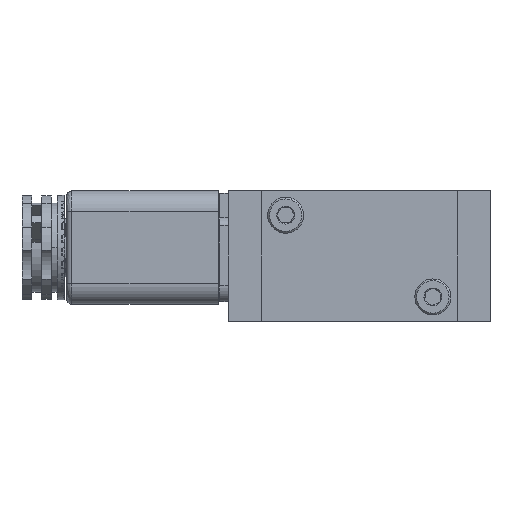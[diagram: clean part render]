
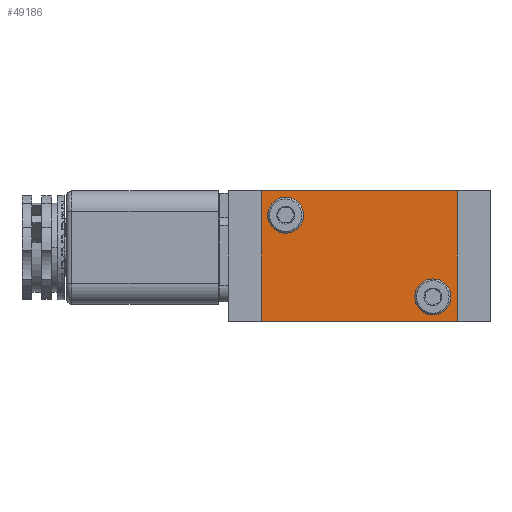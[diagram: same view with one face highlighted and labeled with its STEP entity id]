
A CAD part, left-side view. The second image highlights one B-rep face of the part: STEP entity #49186.
In plain terms, the highlighted planar face has unit normal (-1, 0, 0).
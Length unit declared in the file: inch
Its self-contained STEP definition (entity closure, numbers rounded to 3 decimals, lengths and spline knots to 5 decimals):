
#1170 = EDGE_CURVE ( 'NONE', #97013, #107389, #129438, .T. ) ;
#2452 = LINE ( 'NONE', #92018, #78315 ) ;
#2605 = LINE ( 'NONE', #47896, #53179 ) ;
#3082 = DIRECTION ( 'NONE',  ( 0., 0., 1. ) ) ;
#5584 = CARTESIAN_POINT ( 'NONE',  ( -0.25, 1.562, -0.06398 ) ) ;
#6382 = DIRECTION ( 'NONE',  ( 0., -1., 0. ) ) ;
#10839 = CARTESIAN_POINT ( 'NONE',  ( -0.25, 0.437, -0.813 ) ) ;
#13927 = CARTESIAN_POINT ( 'NONE',  ( -0.25, 1.75, -1. ) ) ;
#14563 = CARTESIAN_POINT ( 'NONE',  ( -0.25, 0.25, 0. ) ) ;
#14856 = VERTEX_POINT ( 'NONE', #79332 ) ;
#19041 = VERTEX_POINT ( 'NONE', #13927 ) ;
#19537 = VERTEX_POINT ( 'NONE', #26457 ) ;
#20072 = EDGE_CURVE ( 'NONE', #107389, #97013, #23226, .T. ) ;
#20336 = DIRECTION ( 'NONE',  ( 0., 0., -1. ) ) ;
#20511 = DIRECTION ( 'NONE',  ( 0., 0., 1. ) ) ;
#23226 = CIRCLE ( 'NONE', #32079, 0.12402 ) ;
#23266 = ORIENTED_EDGE ( 'NONE', *, *, #20072, .T. ) ;
#26089 = CARTESIAN_POINT ( 'NONE',  ( -0.25, 0.437, -0.93702 ) ) ;
#26457 = CARTESIAN_POINT ( 'NONE',  ( -0.25, 0.25, -1. ) ) ;
#27601 = DIRECTION ( 'NONE',  ( 0., 0., 1. ) ) ;
#27657 = VERTEX_POINT ( 'NONE', #14563 ) ;
#27763 = DIRECTION ( 'NONE',  ( 0., 0., 1. ) ) ;
#30840 = PLANE ( 'NONE',  #95761 ) ;
#31528 = DIRECTION ( 'NONE',  ( 1., 0., 0. ) ) ;
#32079 = AXIS2_PLACEMENT_3D ( 'NONE', #57018, #78262, #27763 ) ;
#32635 = VECTOR ( 'NONE', #3082, 39.37008 ) ;
#34071 = DIRECTION ( 'NONE',  ( 0., 0., 1. ) ) ;
#34310 = VERTEX_POINT ( 'NONE', #26089 ) ;
#34366 = CARTESIAN_POINT ( 'NONE',  ( -0.25, 0.25, -0.5 ) ) ;
#37583 = CARTESIAN_POINT ( 'NONE',  ( -0.25, 1.562, -0.188 ) ) ;
#38906 = DIRECTION ( 'NONE',  ( 1., 0., 0. ) ) ;
#41802 = ORIENTED_EDGE ( 'NONE', *, *, #1170, .T. ) ;
#43411 = EDGE_LOOP ( 'NONE', ( #131108, #128749, #92825, #101939 ) ) ;
#47817 = CARTESIAN_POINT ( 'NONE',  ( -0.25, 1., 0. ) ) ;
#47896 = CARTESIAN_POINT ( 'NONE',  ( -0.25, 1., -1. ) ) ;
#49186 = ADVANCED_FACE ( 'NONE', ( #104346, #91664, #126453 ), #30840, .T. ) ;
#50637 = EDGE_CURVE ( 'NONE', #118567, #19041, #2452, .T. ) ;
#52824 = CIRCLE ( 'NONE', #91109, 0.12402 ) ;
#53179 = VECTOR ( 'NONE', #6382, 39.37008 ) ;
#57018 = CARTESIAN_POINT ( 'NONE',  ( -0.25, 1.562, -0.188 ) ) ;
#61092 = EDGE_LOOP ( 'NONE', ( #63961, #108178 ) ) ;
#63961 = ORIENTED_EDGE ( 'NONE', *, *, #86433, .T. ) ;
#64338 = LINE ( 'NONE', #34366, #32635 ) ;
#64847 = EDGE_CURVE ( 'NONE', #19041, #19537, #2605, .T. ) ;
#70790 = CARTESIAN_POINT ( 'NONE',  ( -0.25, 0.25, -1. ) ) ;
#71827 = CARTESIAN_POINT ( 'NONE',  ( -0.25, 1.75, 0. ) ) ;
#78106 = DIRECTION ( 'NONE',  ( 1., 0., 0. ) ) ;
#78262 = DIRECTION ( 'NONE',  ( 1., 0., 0. ) ) ;
#78315 = VECTOR ( 'NONE', #20336, 39.37008 ) ;
#78339 = CIRCLE ( 'NONE', #83144, 0.12402 ) ;
#79332 = CARTESIAN_POINT ( 'NONE',  ( -0.25, 0.437, -0.68898 ) ) ;
#80024 = CARTESIAN_POINT ( 'NONE',  ( -0.25, 1.562, -0.31202 ) ) ;
#83144 = AXIS2_PLACEMENT_3D ( 'NONE', #108135, #78106, #27601 ) ;
#86433 = EDGE_CURVE ( 'NONE', #14856, #34310, #52824, .T. ) ;
#87408 = EDGE_CURVE ( 'NONE', #27657, #118567, #105994, .T. ) ;
#90661 = EDGE_CURVE ( 'NONE', #34310, #14856, #78339, .T. ) ;
#91109 = AXIS2_PLACEMENT_3D ( 'NONE', #10839, #31528, #20511 ) ;
#91664 = FACE_BOUND ( 'NONE', #61092, .T. ) ;
#92018 = CARTESIAN_POINT ( 'NONE',  ( -0.25, 1.75, -0.5 ) ) ;
#92825 = ORIENTED_EDGE ( 'NONE', *, *, #64847, .T. ) ;
#95761 = AXIS2_PLACEMENT_3D ( 'NONE', #70790, #111358, #99945 ) ;
#97013 = VERTEX_POINT ( 'NONE', #80024 ) ;
#98676 = DIRECTION ( 'NONE',  ( 0., 1., 0. ) ) ;
#99945 = DIRECTION ( 'NONE',  ( 0., 0., 1. ) ) ;
#101939 = ORIENTED_EDGE ( 'NONE', *, *, #128871, .T. ) ;
#104346 = FACE_BOUND ( 'NONE', #127699, .T. ) ;
#105994 = LINE ( 'NONE', #47817, #126477 ) ;
#107389 = VERTEX_POINT ( 'NONE', #5584 ) ;
#108135 = CARTESIAN_POINT ( 'NONE',  ( -0.25, 0.437, -0.813 ) ) ;
#108178 = ORIENTED_EDGE ( 'NONE', *, *, #90661, .T. ) ;
#111358 = DIRECTION ( 'NONE',  ( -1., 0., 0. ) ) ;
#112485 = AXIS2_PLACEMENT_3D ( 'NONE', #37583, #38906, #34071 ) ;
#118567 = VERTEX_POINT ( 'NONE', #71827 ) ;
#126453 = FACE_OUTER_BOUND ( 'NONE', #43411, .T. ) ;
#126477 = VECTOR ( 'NONE', #98676, 39.37008 ) ;
#127699 = EDGE_LOOP ( 'NONE', ( #23266, #41802 ) ) ;
#128749 = ORIENTED_EDGE ( 'NONE', *, *, #50637, .T. ) ;
#128871 = EDGE_CURVE ( 'NONE', #19537, #27657, #64338, .T. ) ;
#129438 = CIRCLE ( 'NONE', #112485, 0.12402 ) ;
#131108 = ORIENTED_EDGE ( 'NONE', *, *, #87408, .T. ) ;
